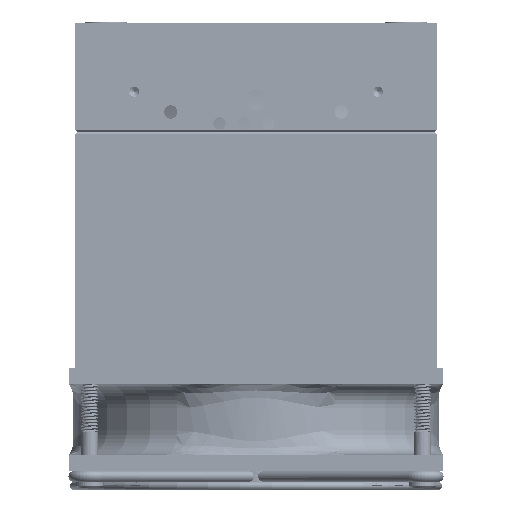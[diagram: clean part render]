
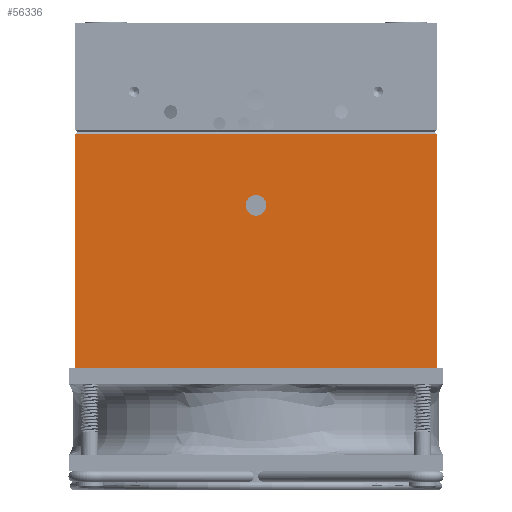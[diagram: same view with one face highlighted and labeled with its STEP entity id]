
A CAD part, left-side view. The second image highlights one B-rep face of the part: STEP entity #56336.
In plain terms, the highlighted planar face has unit normal (-1, 0, 0).
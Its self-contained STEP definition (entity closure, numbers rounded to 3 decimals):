
#7630 = DIRECTION ( 'NONE',  ( -1., 0., 0. ) ) ;
#7761 = DIRECTION ( 'NONE',  ( 0., 1., 0. ) ) ;
#9041 = DIRECTION ( 'NONE',  ( 0., 0., 1. ) ) ;
#9085 = VERTEX_POINT ( 'NONE', #128993 ) ;
#9185 = EDGE_CURVE ( 'NONE', #9085, #130808, #147873, .T. ) ;
#9569 = CARTESIAN_POINT ( 'NONE',  ( 3.941, 91.023, -27.618 ) ) ;
#10822 = EDGE_LOOP ( 'NONE', ( #150467, #57931 ) ) ;
#17541 = FACE_BOUND ( 'NONE', #10822, .T. ) ;
#20442 = CARTESIAN_POINT ( 'NONE',  ( 3.941, 91.023, 25.382 ) ) ;
#22194 = EDGE_CURVE ( 'NONE', #174355, #179088, #139536, .T. ) ;
#24849 = CARTESIAN_POINT ( 'NONE',  ( 3.941, 46.523, 9.83 ) ) ;
#26052 = VECTOR ( 'NONE', #81025, 1000. ) ;
#36058 = ORIENTED_EDGE ( 'NONE', *, *, #146197, .F. ) ;
#40152 = AXIS2_PLACEMENT_3D ( 'NONE', #52702, #7630, #135404 ) ;
#43504 = VECTOR ( 'NONE', #151708, 1000. ) ;
#50437 = CIRCLE ( 'NONE', #76637, 2.553 ) ;
#52702 = CARTESIAN_POINT ( 'NONE',  ( 3.941, 46.523, 12.382 ) ) ;
#56336 = ADVANCED_FACE ( 'NONE', ( #17541, #168202 ), #156976, .T. ) ;
#57931 = ORIENTED_EDGE ( 'NONE', *, *, #22194, .F. ) ;
#64359 = CARTESIAN_POINT ( 'NONE',  ( 3.941, 2.023, 25.382 ) ) ;
#65752 = VERTEX_POINT ( 'NONE', #128959 ) ;
#65878 = VERTEX_POINT ( 'NONE', #148618 ) ;
#66902 = ORIENTED_EDGE ( 'NONE', *, *, #70181, .T. ) ;
#68751 = CARTESIAN_POINT ( 'NONE',  ( 3.941, 46.523, 14.935 ) ) ;
#70181 = EDGE_CURVE ( 'NONE', #130808, #65752, #159147, .T. ) ;
#76637 = AXIS2_PLACEMENT_3D ( 'NONE', #79054, #178146, #9041 ) ;
#79054 = CARTESIAN_POINT ( 'NONE',  ( 3.941, 46.523, 12.382 ) ) ;
#81009 = CARTESIAN_POINT ( 'NONE',  ( 3.941, 91.023, 25.382 ) ) ;
#81025 = DIRECTION ( 'NONE',  ( 0., 1., 0. ) ) ;
#91757 = DIRECTION ( 'NONE',  ( 0., -1., 0. ) ) ;
#101822 = ORIENTED_EDGE ( 'NONE', *, *, #108122, .F. ) ;
#108122 = EDGE_CURVE ( 'NONE', #65878, #65752, #114781, .T. ) ;
#114781 = LINE ( 'NONE', #81009, #174529 ) ;
#120733 = ORIENTED_EDGE ( 'NONE', *, *, #9185, .T. ) ;
#128959 = CARTESIAN_POINT ( 'NONE',  ( 3.941, 91.023, 29.882 ) ) ;
#128993 = CARTESIAN_POINT ( 'NONE',  ( 3.941, 2.023, -27.618 ) ) ;
#130808 = VERTEX_POINT ( 'NONE', #166940 ) ;
#134573 = DIRECTION ( 'NONE',  ( -1., 0., 0. ) ) ;
#135404 = DIRECTION ( 'NONE',  ( 0., 0., 1. ) ) ;
#136366 = AXIS2_PLACEMENT_3D ( 'NONE', #20442, #134573, #91757 ) ;
#139536 = CIRCLE ( 'NONE', #40152, 2.553 ) ;
#144195 = EDGE_LOOP ( 'NONE', ( #120733, #66902, #101822, #36058 ) ) ;
#146197 = EDGE_CURVE ( 'NONE', #9085, #65878, #179574, .T. ) ;
#147873 = LINE ( 'NONE', #64359, #43504 ) ;
#148618 = CARTESIAN_POINT ( 'NONE',  ( 3.941, 91.023, -27.618 ) ) ;
#150467 = ORIENTED_EDGE ( 'NONE', *, *, #182708, .F. ) ;
#151708 = DIRECTION ( 'NONE',  ( 0., 0., 1. ) ) ;
#152885 = DIRECTION ( 'NONE',  ( 0., 0., 1. ) ) ;
#156976 = PLANE ( 'NONE',  #136366 ) ;
#157452 = VECTOR ( 'NONE', #7761, 1000. ) ;
#159147 = LINE ( 'NONE', #177667, #26052 ) ;
#166940 = CARTESIAN_POINT ( 'NONE',  ( 3.941, 2.023, 29.882 ) ) ;
#168202 = FACE_OUTER_BOUND ( 'NONE', #144195, .T. ) ;
#174355 = VERTEX_POINT ( 'NONE', #24849 ) ;
#174529 = VECTOR ( 'NONE', #152885, 1000. ) ;
#177667 = CARTESIAN_POINT ( 'NONE',  ( 3.941, 91.023, 29.882 ) ) ;
#178146 = DIRECTION ( 'NONE',  ( -1., 0., 0. ) ) ;
#179088 = VERTEX_POINT ( 'NONE', #68751 ) ;
#179574 = LINE ( 'NONE', #9569, #157452 ) ;
#182708 = EDGE_CURVE ( 'NONE', #179088, #174355, #50437, .T. ) ;
